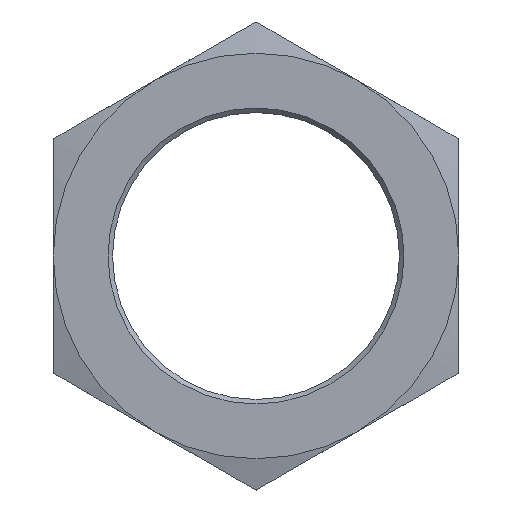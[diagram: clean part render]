
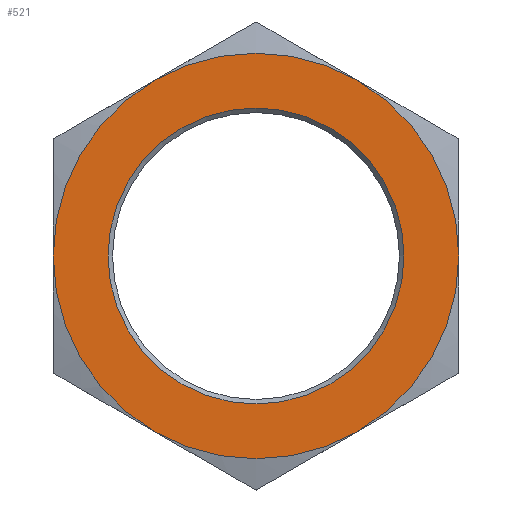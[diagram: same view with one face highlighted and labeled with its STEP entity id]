
A CAD part, front view. The second image highlights one B-rep face of the part: STEP entity #521.
In plain terms, the highlighted planar face has unit normal (0, -1, 0).
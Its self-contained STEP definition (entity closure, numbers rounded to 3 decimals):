
#20=FACE_BOUND('',#167,.T.);
#39=CIRCLE('',#570,43.787);
#41=CIRCLE('',#574,60.);
#42=CIRCLE('',#575,60.);
#43=CIRCLE('',#576,60.);
#44=CIRCLE('',#577,60.);
#45=CIRCLE('',#578,60.);
#46=CIRCLE('',#579,60.);
#97=PLANE('',#573);
#124=FACE_OUTER_BOUND('',#166,.T.);
#166=EDGE_LOOP('',(#428,#429,#430,#431,#432,#433));
#167=EDGE_LOOP('',(#434));
#233=VERTEX_POINT('',#775);
#240=VERTEX_POINT('',#825);
#251=VERTEX_POINT('',#905);
#259=VERTEX_POINT('',#953);
#265=VERTEX_POINT('',#999);
#267=VERTEX_POINT('',#1005);
#268=VERTEX_POINT('',#1009);
#329=EDGE_CURVE('',#265,#265,#39,.T.);
#331=EDGE_CURVE('',#267,#233,#41,.T.);
#332=EDGE_CURVE('',#233,#259,#42,.T.);
#333=EDGE_CURVE('',#259,#251,#43,.T.);
#334=EDGE_CURVE('',#251,#268,#44,.T.);
#335=EDGE_CURVE('',#268,#240,#45,.T.);
#336=EDGE_CURVE('',#240,#267,#46,.T.);
#428=ORIENTED_EDGE('',*,*,#331,.T.);
#429=ORIENTED_EDGE('',*,*,#332,.T.);
#430=ORIENTED_EDGE('',*,*,#333,.T.);
#431=ORIENTED_EDGE('',*,*,#334,.T.);
#432=ORIENTED_EDGE('',*,*,#335,.T.);
#433=ORIENTED_EDGE('',*,*,#336,.T.);
#434=ORIENTED_EDGE('',*,*,#329,.F.);
#521=ADVANCED_FACE('',(#124,#20),#97,.F.);
#570=AXIS2_PLACEMENT_3D('',#1000,#676,#677);
#573=AXIS2_PLACEMENT_3D('',#1004,#682,#683);
#574=AXIS2_PLACEMENT_3D('',#1006,#684,#685);
#575=AXIS2_PLACEMENT_3D('',#1007,#686,#687);
#576=AXIS2_PLACEMENT_3D('',#1008,#688,#689);
#577=AXIS2_PLACEMENT_3D('',#1010,#690,#691);
#578=AXIS2_PLACEMENT_3D('',#1011,#692,#693);
#579=AXIS2_PLACEMENT_3D('',#1012,#694,#695);
#676=DIRECTION('center_axis',(0.,-1.,0.));
#677=DIRECTION('ref_axis',(1.,0.,0.));
#682=DIRECTION('center_axis',(0.,1.,0.));
#683=DIRECTION('ref_axis',(0.,0.,1.));
#684=DIRECTION('center_axis',(0.,-1.,0.));
#685=DIRECTION('ref_axis',(1.,0.,0.));
#686=DIRECTION('center_axis',(0.,-1.,0.));
#687=DIRECTION('ref_axis',(1.,0.,0.));
#688=DIRECTION('center_axis',(0.,-1.,0.));
#689=DIRECTION('ref_axis',(1.,0.,0.));
#690=DIRECTION('center_axis',(0.,-1.,0.));
#691=DIRECTION('ref_axis',(1.,0.,0.));
#692=DIRECTION('center_axis',(0.,-1.,0.));
#693=DIRECTION('ref_axis',(1.,0.,0.));
#694=DIRECTION('center_axis',(0.,-1.,0.));
#695=DIRECTION('ref_axis',(1.,0.,0.));
#775=CARTESIAN_POINT('',(-30.,0.,-51.962));
#825=CARTESIAN_POINT('',(-30.,0.,51.962));
#905=CARTESIAN_POINT('',(60.,0.,0.));
#953=CARTESIAN_POINT('',(30.,0.,-51.962));
#999=CARTESIAN_POINT('',(-43.787,0.,0.));
#1000=CARTESIAN_POINT('Origin',(0.,0.,0.));
#1004=CARTESIAN_POINT('Origin',(0.,0.,0.));
#1005=CARTESIAN_POINT('',(-60.,0.,0.));
#1006=CARTESIAN_POINT('Origin',(0.,0.,0.));
#1007=CARTESIAN_POINT('Origin',(0.,0.,0.));
#1008=CARTESIAN_POINT('Origin',(0.,0.,0.));
#1009=CARTESIAN_POINT('',(30.,0.,51.962));
#1010=CARTESIAN_POINT('Origin',(0.,0.,0.));
#1011=CARTESIAN_POINT('Origin',(0.,0.,0.));
#1012=CARTESIAN_POINT('Origin',(0.,0.,0.));
